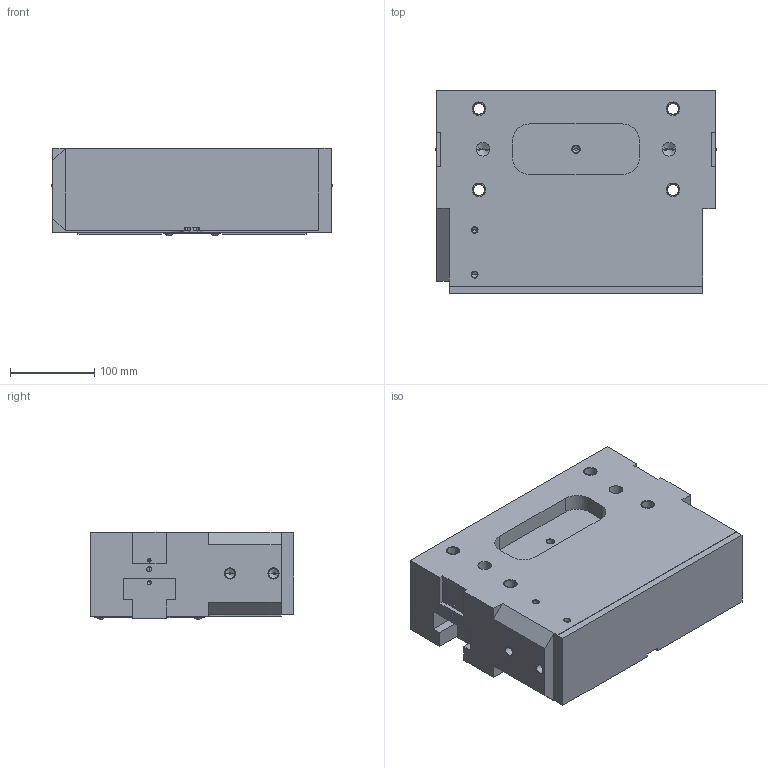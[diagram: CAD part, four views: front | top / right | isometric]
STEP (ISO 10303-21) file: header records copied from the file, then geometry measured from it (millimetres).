
FILE_DESCRIPTION((''),'2;1');
FILE_NAME('QPG-TECH_230_QT230NBA_ASM','2016-02-11T',('marino.mora'),(''),'PRO/ENGINEER BY PARAMETRIC TECHNOLOGY CORPORATION, 2011310','PRO/ENGINEER BY PARAMETRIC TECHNOLOGY CORPORATION, 2011310','');
FILE_SCHEMA(('CONFIG_CONTROL_DESIGN'));
Length unit declared in the file: millimetre
Products named in the file (4): MODELLO_CORPO_QPG230TECH; MODELLO_GRIFFA_QPG230TECH; INGRASSATORE_LUB_GAS; QPG-TECH_230_QT230NBA_ASM
Assembly tree (4 placements, depth 2):
  QPG-TECH_230_QT230NBA_ASM
    MODELLO_CORPO_QPG230TECH
    MODELLO_GRIFFA_QPG230TECH  x2
    INGRASSATORE_LUB_GAS
Bounding box: 332 x 241 x 104 mm (x, y, z)
Volume: 7266239.1 mm3; surface area: 444304.2 mm2
Topology: 4 solids, 26 shells, 366 faces, 940 edges, 587 vertices
Faces by surface type: cylinder 152, plane 134, cone 64, sphere 14, torus 2
Entity records: 9869 total; most frequent: DIRECTION 1806, CARTESIAN_POINT 1749, ORIENTED_EDGE 1516, EDGE_CURVE 796, AXIS2_PLACEMENT_3D 689, VERTEX_POINT 526, VECTOR 428, LINE 428
